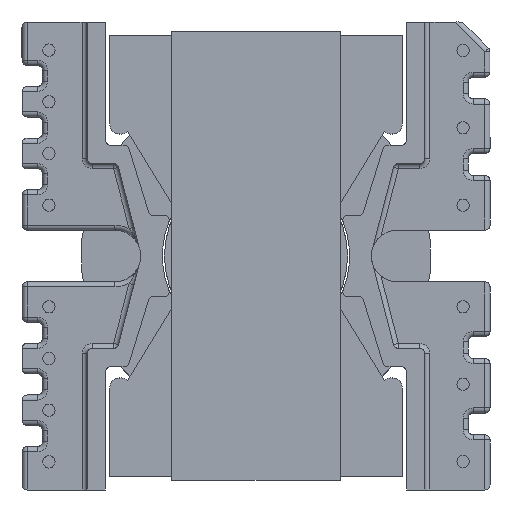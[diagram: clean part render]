
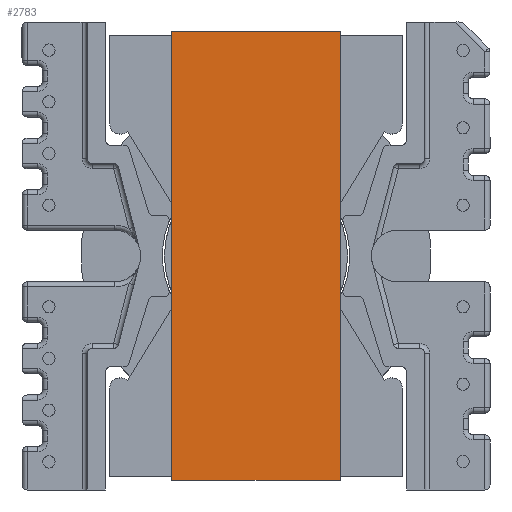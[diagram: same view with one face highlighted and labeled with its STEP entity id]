
A CAD part, front view. The second image highlights one B-rep face of the part: STEP entity #2783.
In plain terms, the highlighted face is planar.
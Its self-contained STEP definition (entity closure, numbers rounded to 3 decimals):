
#126 = EDGE_LOOP ( 'NONE', ( #1079, #1081, #1080, #1082 ) ) ;
#1079 = ORIENTED_EDGE ( 'NONE', *, *, #13683, .F. ) ;
#1080 = ORIENTED_EDGE ( 'NONE', *, *, #13684, .T. ) ;
#1081 = ORIENTED_EDGE ( 'NONE', *, *, #13682, .F. ) ;
#1082 = ORIENTED_EDGE ( 'NONE', *, *, #13685, .T. ) ;
#2783 = ADVANCED_FACE ( 'NONE', ( #10993 ), #7426, .T. ) ;
#5152 = VERTEX_POINT ( 'NONE', #12170 ) ;
#5153 = VERTEX_POINT ( 'NONE', #12171 ) ;
#5154 = VERTEX_POINT ( 'NONE', #12172 ) ;
#5155 = VERTEX_POINT ( 'NONE', #12173 ) ;
#7426 = PLANE ( 'NONE',  #11001 ) ;
#7427 = CARTESIAN_POINT ( 'NONE',  ( 20.56, 0.16, -8.26 ) ) ;
#7428 = DIRECTION ( 'NONE',  ( 1., 0., 0. ) ) ;
#7429 = DIRECTION ( 'NONE',  ( 0., 1., 0. ) ) ;
#10993 = FACE_OUTER_BOUND ( 'NONE', #126, .T. ) ;
#11001 = AXIS2_PLACEMENT_3D ( 'NONE', #7427, #7428, #7429 ) ;
#12170 = CARTESIAN_POINT ( 'NONE',  ( 20.56, -21.86, 0. ) ) ;
#12171 = CARTESIAN_POINT ( 'NONE',  ( 20.56, 0.16, 0. ) ) ;
#12172 = CARTESIAN_POINT ( 'NONE',  ( 20.56, -21.86, -8.26 ) ) ;
#12173 = CARTESIAN_POINT ( 'NONE',  ( 20.56, 0.16, -8.26 ) ) ;
#13682 = EDGE_CURVE ( 'NONE', #5154, #5152, #16902, .T. ) ;
#13683 = EDGE_CURVE ( 'NONE', #5152, #5153, #16905, .T. ) ;
#13684 = EDGE_CURVE ( 'NONE', #5154, #5155, #16908, .T. ) ;
#13685 = EDGE_CURVE ( 'NONE', #5155, #5153, #16911, .T. ) ;
#16902 = LINE ( 'NONE', #16903, #17651 ) ;
#16903 = CARTESIAN_POINT ( 'NONE',  ( 20.56, -21.86, -8.26 ) ) ;
#16904 = DIRECTION ( 'NONE',  ( 0., 0., 1. ) ) ;
#16905 = LINE ( 'NONE', #16906, #17652 ) ;
#16906 = CARTESIAN_POINT ( 'NONE',  ( 20.56, 0.16, 0. ) ) ;
#16907 = DIRECTION ( 'NONE',  ( 0., 1., 0. ) ) ;
#16908 = LINE ( 'NONE', #16909, #17653 ) ;
#16909 = CARTESIAN_POINT ( 'NONE',  ( 20.56, 0.16, -8.26 ) ) ;
#16910 = DIRECTION ( 'NONE',  ( 0., 1., 0. ) ) ;
#16911 = LINE ( 'NONE', #16912, #17654 ) ;
#16912 = CARTESIAN_POINT ( 'NONE',  ( 20.56, 0.16, -8.26 ) ) ;
#16913 = DIRECTION ( 'NONE',  ( 0., 0., 1. ) ) ;
#17651 = VECTOR ( 'NONE', #16904, 1000. ) ;
#17652 = VECTOR ( 'NONE', #16907, 1000. ) ;
#17653 = VECTOR ( 'NONE', #16910, 1000. ) ;
#17654 = VECTOR ( 'NONE', #16913, 1000. ) ;
